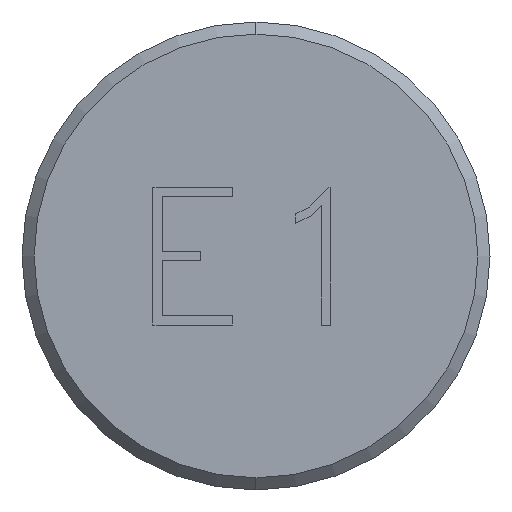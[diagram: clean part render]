
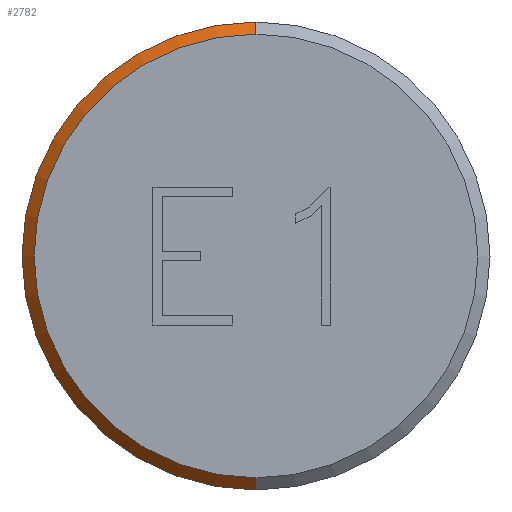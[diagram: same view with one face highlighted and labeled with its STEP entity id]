
A CAD part, left-side view. The second image highlights one B-rep face of the part: STEP entity #2782.
In plain terms, the highlighted conical face has half-angle 45 degrees and reference radius 9.65 mm.
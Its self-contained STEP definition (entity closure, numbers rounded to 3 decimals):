
#51 = LINE ( 'NONE', #1591, #1570 ) ;
#95 = DIRECTION ( 'NONE',  ( 0.707, 0., -0.707 ) ) ;
#312 = VERTEX_POINT ( 'NONE', #2184 ) ;
#449 = AXIS2_PLACEMENT_3D ( 'NONE', #631, #1110, #1656 ) ;
#495 = CARTESIAN_POINT ( 'NONE',  ( 0., 0., 9.15 ) ) ;
#559 = EDGE_CURVE ( 'NONE', #3316, #2837, #2667, .T. ) ;
#631 = CARTESIAN_POINT ( 'NONE',  ( 0., 0., 0. ) ) ;
#835 = CARTESIAN_POINT ( 'NONE',  ( 0.5, 0., 0. ) ) ;
#906 = VERTEX_POINT ( 'NONE', #2304 ) ;
#977 = LINE ( 'NONE', #1264, #2767 ) ;
#1110 = DIRECTION ( 'NONE',  ( 1., 0., 0. ) ) ;
#1264 = CARTESIAN_POINT ( 'NONE',  ( 0.5, 0., 9.65 ) ) ;
#1328 = EDGE_LOOP ( 'NONE', ( #1433, #2155, #1446, #1681 ) ) ;
#1433 = ORIENTED_EDGE ( 'NONE', *, *, #559, .T. ) ;
#1446 = ORIENTED_EDGE ( 'NONE', *, *, #3125, .F. ) ;
#1480 = DIRECTION ( 'NONE',  ( 1., 0., 0. ) ) ;
#1570 = VECTOR ( 'NONE', #95, 1000. ) ;
#1591 = CARTESIAN_POINT ( 'NONE',  ( 0.5, 0., -9.65 ) ) ;
#1656 = DIRECTION ( 'NONE',  ( 0., 0., -1. ) ) ;
#1681 = ORIENTED_EDGE ( 'NONE', *, *, #2723, .F. ) ;
#1738 = AXIS2_PLACEMENT_3D ( 'NONE', #1896, #2794, #2250 ) ;
#1820 = DIRECTION ( 'NONE',  ( 0.707, 0., 0.707 ) ) ;
#1896 = CARTESIAN_POINT ( 'NONE',  ( 0.5, 0., 0. ) ) ;
#2155 = ORIENTED_EDGE ( 'NONE', *, *, #3272, .T. ) ;
#2184 = CARTESIAN_POINT ( 'NONE',  ( 0.5, 0., -9.65 ) ) ;
#2250 = DIRECTION ( 'NONE',  ( 0., 0., -1. ) ) ;
#2304 = CARTESIAN_POINT ( 'NONE',  ( 0.5, 0., 9.65 ) ) ;
#2379 = CIRCLE ( 'NONE', #3256, 9.65 ) ;
#2489 = CONICAL_SURFACE ( 'NONE', #1738, 9.65, 0.785 ) ;
#2539 = CARTESIAN_POINT ( 'NONE',  ( 0., 0., -9.15 ) ) ;
#2667 = CIRCLE ( 'NONE', #449, 9.15 ) ;
#2723 = EDGE_CURVE ( 'NONE', #3316, #312, #51, .T. ) ;
#2767 = VECTOR ( 'NONE', #1820, 1000. ) ;
#2782 = ADVANCED_FACE ( 'NONE', ( #3181 ), #2489, .T. ) ;
#2794 = DIRECTION ( 'NONE',  ( 1., 0., 0. ) ) ;
#2837 = VERTEX_POINT ( 'NONE', #495 ) ;
#3125 = EDGE_CURVE ( 'NONE', #312, #906, #2379, .T. ) ;
#3181 = FACE_OUTER_BOUND ( 'NONE', #1328, .T. ) ;
#3245 = DIRECTION ( 'NONE',  ( 0., 0., -1. ) ) ;
#3256 = AXIS2_PLACEMENT_3D ( 'NONE', #835, #1480, #3245 ) ;
#3272 = EDGE_CURVE ( 'NONE', #2837, #906, #977, .T. ) ;
#3316 = VERTEX_POINT ( 'NONE', #2539 ) ;
